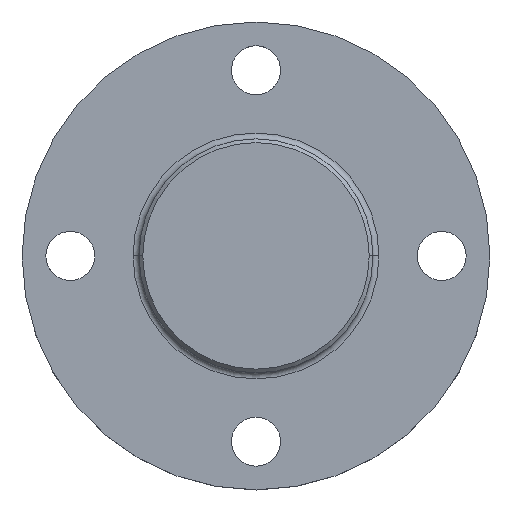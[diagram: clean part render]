
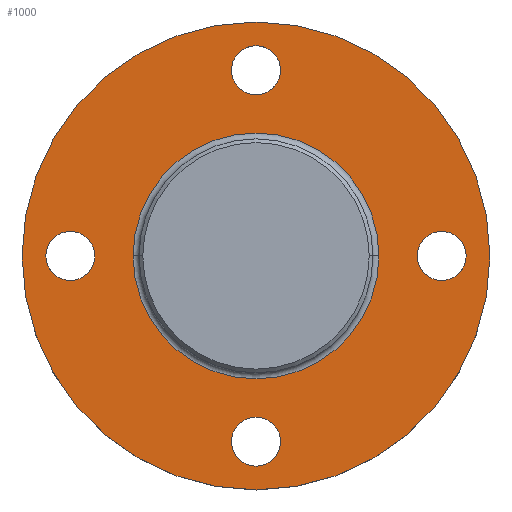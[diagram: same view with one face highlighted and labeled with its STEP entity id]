
A CAD part, top view. The second image highlights one B-rep face of the part: STEP entity #1000.
In plain terms, the highlighted planar face has unit normal (0, 0, 1).
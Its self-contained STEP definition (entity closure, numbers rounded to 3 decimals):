
#205=CARTESIAN_POINT('Vertex',(-16.55,0.,10.)) ;
#219=CARTESIAN_POINT('Vertex',(16.55,0.,10.)) ;
#222=CARTESIAN_POINT('Axis2P3D Location',(0.,0.,10.)) ;
#244=CARTESIAN_POINT('Axis2P3D Location',(0.,0.,10.)) ;
#362=CARTESIAN_POINT('Axis2P3D Location',(-25.,0.,10.)) ;
#366=CARTESIAN_POINT('Vertex',(-28.3,0.,10.)) ;
#368=CARTESIAN_POINT('Vertex',(-21.7,0.,10.)) ;
#414=CARTESIAN_POINT('Axis2P3D Location',(-25.,0.,10.)) ;
#436=CARTESIAN_POINT('Axis2P3D Location',(0.,-25.,10.)) ;
#440=CARTESIAN_POINT('Vertex',(-3.3,-25.,10.)) ;
#442=CARTESIAN_POINT('Vertex',(3.3,-25.,10.)) ;
#488=CARTESIAN_POINT('Axis2P3D Location',(0.,-25.,10.)) ;
#510=CARTESIAN_POINT('Axis2P3D Location',(25.,0.,10.)) ;
#514=CARTESIAN_POINT('Vertex',(21.7,0.,10.)) ;
#516=CARTESIAN_POINT('Vertex',(28.3,0.,10.)) ;
#562=CARTESIAN_POINT('Axis2P3D Location',(25.,0.,10.)) ;
#584=CARTESIAN_POINT('Axis2P3D Location',(0.,25.,10.)) ;
#588=CARTESIAN_POINT('Vertex',(-3.3,25.,10.)) ;
#590=CARTESIAN_POINT('Vertex',(3.3,25.,10.)) ;
#636=CARTESIAN_POINT('Axis2P3D Location',(0.,25.,10.)) ;
#957=CARTESIAN_POINT('Axis2P3D Location',(0.,0.,10.)) ;
#962=CARTESIAN_POINT('Axis2P3D Location',(0.,0.,10.)) ;
#966=CARTESIAN_POINT('Vertex',(-31.5,0.,10.)) ;
#968=CARTESIAN_POINT('Vertex',(31.5,0.,10.)) ;
#971=CARTESIAN_POINT('Axis2P3D Location',(0.,0.,10.)) ;
#223=DIRECTION('Axis2P3D Direction',(0.,0.,1.)) ;
#245=DIRECTION('Axis2P3D Direction',(0.,0.,1.)) ;
#363=DIRECTION('Axis2P3D Direction',(-0.,0.,-1.)) ;
#415=DIRECTION('Axis2P3D Direction',(-0.,0.,-1.)) ;
#437=DIRECTION('Axis2P3D Direction',(-0.,0.,-1.)) ;
#489=DIRECTION('Axis2P3D Direction',(-0.,0.,-1.)) ;
#511=DIRECTION('Axis2P3D Direction',(-0.,0.,-1.)) ;
#563=DIRECTION('Axis2P3D Direction',(-0.,0.,-1.)) ;
#585=DIRECTION('Axis2P3D Direction',(-0.,0.,-1.)) ;
#637=DIRECTION('Axis2P3D Direction',(-0.,0.,-1.)) ;
#958=DIRECTION('Axis2P3D Direction',(0.,0.,1.)) ;
#959=DIRECTION('Axis2P3D XDirection',(1.,0.,-0.)) ;
#963=DIRECTION('Axis2P3D Direction',(0.,0.,1.)) ;
#972=DIRECTION('Axis2P3D Direction',(0.,0.,1.)) ;
#224=AXIS2_PLACEMENT_3D('Circle Axis2P3D',#222,#223,$) ;
#246=AXIS2_PLACEMENT_3D('Circle Axis2P3D',#244,#245,$) ;
#364=AXIS2_PLACEMENT_3D('Circle Axis2P3D',#362,#363,$) ;
#416=AXIS2_PLACEMENT_3D('Circle Axis2P3D',#414,#415,$) ;
#438=AXIS2_PLACEMENT_3D('Circle Axis2P3D',#436,#437,$) ;
#490=AXIS2_PLACEMENT_3D('Circle Axis2P3D',#488,#489,$) ;
#512=AXIS2_PLACEMENT_3D('Circle Axis2P3D',#510,#511,$) ;
#564=AXIS2_PLACEMENT_3D('Circle Axis2P3D',#562,#563,$) ;
#586=AXIS2_PLACEMENT_3D('Circle Axis2P3D',#584,#585,$) ;
#638=AXIS2_PLACEMENT_3D('Circle Axis2P3D',#636,#637,$) ;
#960=AXIS2_PLACEMENT_3D('Plane Axis2P3D',#957,#958,#959) ;
#964=AXIS2_PLACEMENT_3D('Circle Axis2P3D',#962,#963,$) ;
#973=AXIS2_PLACEMENT_3D('Circle Axis2P3D',#971,#972,$) ;
#977=ORIENTED_EDGE('',*,*,#970,.T.) ;
#978=ORIENTED_EDGE('',*,*,#975,.T.) ;
#981=ORIENTED_EDGE('',*,*,#226,.T.) ;
#982=ORIENTED_EDGE('',*,*,#248,.T.) ;
#985=ORIENTED_EDGE('',*,*,#640,.F.) ;
#986=ORIENTED_EDGE('',*,*,#592,.F.) ;
#989=ORIENTED_EDGE('',*,*,#566,.F.) ;
#990=ORIENTED_EDGE('',*,*,#518,.F.) ;
#993=ORIENTED_EDGE('',*,*,#492,.F.) ;
#994=ORIENTED_EDGE('',*,*,#444,.F.) ;
#997=ORIENTED_EDGE('',*,*,#418,.F.) ;
#998=ORIENTED_EDGE('',*,*,#370,.F.) ;
#983=FACE_BOUND('',#980,.T.) ;
#987=FACE_BOUND('',#984,.T.) ;
#991=FACE_BOUND('',#988,.T.) ;
#995=FACE_BOUND('',#992,.T.) ;
#999=FACE_BOUND('',#996,.T.) ;
#1000=ADVANCED_FACE('Chamfer2',(#979,#983,#987,#991,#995,#999),#961,.T.) ;
#225=CIRCLE('generated circle',#224,16.55) ;
#247=CIRCLE('generated circle',#246,16.55) ;
#365=CIRCLE('generated circle',#364,3.3) ;
#417=CIRCLE('generated circle',#416,3.3) ;
#439=CIRCLE('generated circle',#438,3.3) ;
#491=CIRCLE('generated circle',#490,3.3) ;
#513=CIRCLE('generated circle',#512,3.3) ;
#565=CIRCLE('generated circle',#564,3.3) ;
#587=CIRCLE('generated circle',#586,3.3) ;
#639=CIRCLE('generated circle',#638,3.3) ;
#965=CIRCLE('generated circle',#964,31.5) ;
#974=CIRCLE('generated circle',#973,31.5) ;
#226=EDGE_CURVE('',#206,#220,#225,.F.) ;
#248=EDGE_CURVE('',#220,#206,#247,.F.) ;
#370=EDGE_CURVE('',#367,#369,#365,.F.) ;
#418=EDGE_CURVE('',#369,#367,#417,.F.) ;
#444=EDGE_CURVE('',#441,#443,#439,.F.) ;
#492=EDGE_CURVE('',#443,#441,#491,.F.) ;
#518=EDGE_CURVE('',#515,#517,#513,.F.) ;
#566=EDGE_CURVE('',#517,#515,#565,.F.) ;
#592=EDGE_CURVE('',#589,#591,#587,.F.) ;
#640=EDGE_CURVE('',#591,#589,#639,.F.) ;
#970=EDGE_CURVE('',#967,#969,#965,.T.) ;
#975=EDGE_CURVE('',#969,#967,#974,.T.) ;
#976=EDGE_LOOP('',(#977,#978)) ;
#980=EDGE_LOOP('',(#981,#982)) ;
#984=EDGE_LOOP('',(#985,#986)) ;
#988=EDGE_LOOP('',(#989,#990)) ;
#992=EDGE_LOOP('',(#993,#994)) ;
#996=EDGE_LOOP('',(#997,#998)) ;
#979=FACE_OUTER_BOUND('',#976,.T.) ;
#961=PLANE('Plane',#960) ;
#206=VERTEX_POINT('',#205) ;
#220=VERTEX_POINT('',#219) ;
#367=VERTEX_POINT('',#366) ;
#369=VERTEX_POINT('',#368) ;
#441=VERTEX_POINT('',#440) ;
#443=VERTEX_POINT('',#442) ;
#515=VERTEX_POINT('',#514) ;
#517=VERTEX_POINT('',#516) ;
#589=VERTEX_POINT('',#588) ;
#591=VERTEX_POINT('',#590) ;
#967=VERTEX_POINT('',#966) ;
#969=VERTEX_POINT('',#968) ;
